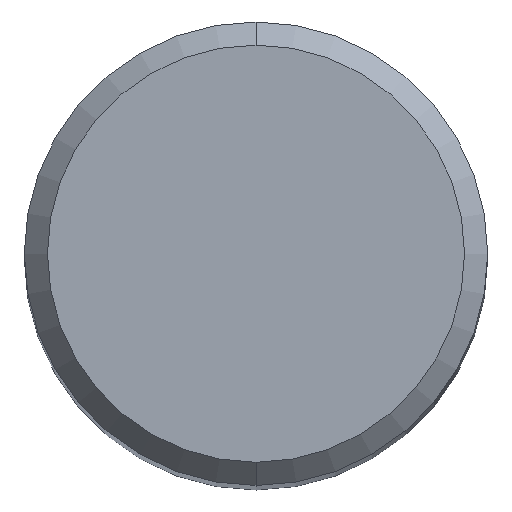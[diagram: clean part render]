
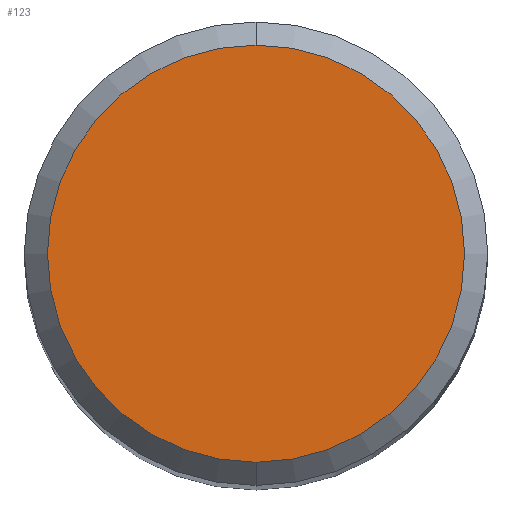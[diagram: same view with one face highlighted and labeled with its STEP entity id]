
A CAD part, top view. The second image highlights one B-rep face of the part: STEP entity #123.
In plain terms, the highlighted planar face has unit normal (0, 0, 1).
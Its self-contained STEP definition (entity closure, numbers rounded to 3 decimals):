
#123=ADVANCED_FACE('',(#277),#278,.T.);
#147=VERTEX_POINT('',#303);
#153=EDGE_CURVE('',#197,#147,#309,.T.);
#189=EDGE_CURVE('',#147,#197,#352,.T.);
#197=VERTEX_POINT('',#361);
#277=FACE_OUTER_BOUND('',#444,.T.);
#278=PLANE('',#445);
#303=CARTESIAN_POINT('',(0.0,3.6,0.0));
#309=CIRCLE('',#487,3.6);
#352=CIRCLE('',#541,3.6);
#361=CARTESIAN_POINT('',(0.,-3.6,0.0));
#444=EDGE_LOOP('',(#633,#634));
#445=AXIS2_PLACEMENT_3D('',#635,#636,#637);
#487=AXIS2_PLACEMENT_3D('',#661,#662,#663);
#541=AXIS2_PLACEMENT_3D('',#733,#734,#735);
#633=ORIENTED_EDGE('',*,*,#189,.F.);
#634=ORIENTED_EDGE('',*,*,#153,.F.);
#635=CARTESIAN_POINT('',(0.0,1.8,0.0));
#636=DIRECTION('',(-0.0,0.0,1.0));
#637=DIRECTION('',(0.0,-1.0,0.0));
#661=CARTESIAN_POINT('',(0.0,0.0,0.0));
#662=DIRECTION('',(0.0,0.0,-1.0));
#663=DIRECTION('',(0.0,1.0,0.0));
#733=CARTESIAN_POINT('',(0.0,0.0,0.0));
#734=DIRECTION('',(0.0,0.0,-1.0));
#735=DIRECTION('',(0.0,1.0,0.0));
